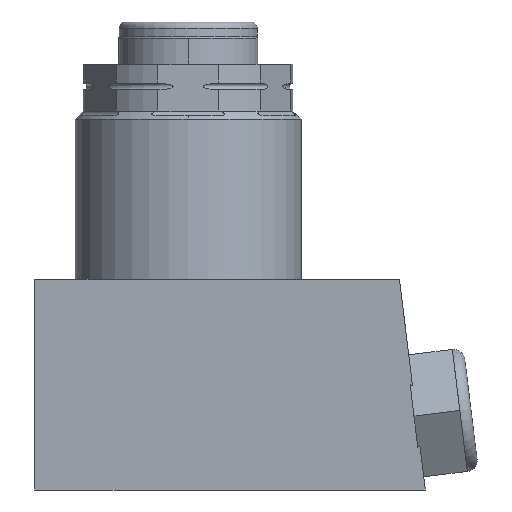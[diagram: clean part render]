
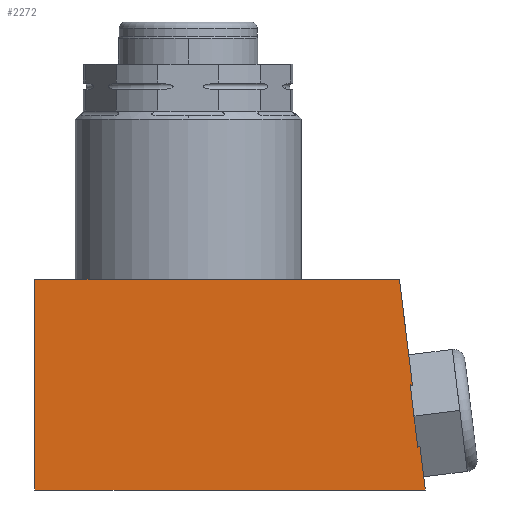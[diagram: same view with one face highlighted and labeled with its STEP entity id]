
A CAD part, front view. The second image highlights one B-rep face of the part: STEP entity #2272.
In plain terms, the highlighted planar face has unit normal (0, -1, 0).
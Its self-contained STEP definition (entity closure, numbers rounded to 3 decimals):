
#216=DIRECTION('',(-0.122,0.,0.993));
#217=VECTOR('',#216,2.043);
#218=CARTESIAN_POINT('',(25.835,-16.675,-1.084));
#219=LINE('',#218,#217);
#220=DIRECTION('',(-0.122,0.,0.993));
#221=VECTOR('',#220,2.442);
#222=CARTESIAN_POINT('',(26.133,-16.675,-3.508));
#223=LINE('',#222,#221);
#224=DIRECTION('',(0.993,0.,0.122));
#225=VECTOR('',#224,0.254);
#226=CARTESIAN_POINT('',(26.133,-16.675,-3.508));
#227=LINE('',#226,#225);
#228=DIRECTION('',(0.122,0.,-0.993));
#229=VECTOR('',#228,5.045);
#230=CARTESIAN_POINT('',(26.385,-16.675,-3.477));
#231=LINE('',#230,#229);
#232=DIRECTION('',(-1.,0.,0.));
#233=VECTOR('',#232,44.45);
#234=CARTESIAN_POINT('',(27.,-16.675,-8.484));
#235=LINE('',#234,#233);
#236=DIRECTION('',(0.,0.,1.));
#237=VECTOR('',#236,23.978);
#238=CARTESIAN_POINT('',(-17.45,-16.675,-8.484));
#239=LINE('',#238,#237);
#240=DIRECTION('',(1.,0.,0.));
#241=VECTOR('',#240,41.506);
#242=CARTESIAN_POINT('',(-17.45,-16.675,15.494));
#243=LINE('',#242,#241);
#244=DIRECTION('',(0.122,0.,-0.993));
#245=VECTOR('',#244,12.185);
#246=CARTESIAN_POINT('',(24.056,-16.675,15.494));
#247=LINE('',#246,#245);
#248=DIRECTION('',(0.993,0.,0.122));
#249=VECTOR('',#248,0.254);
#250=CARTESIAN_POINT('',(25.289,-16.675,3.369));
#251=LINE('',#250,#249);
#252=DIRECTION('',(-0.122,0.,0.993));
#253=VECTOR('',#252,2.442);
#254=CARTESIAN_POINT('',(25.586,-16.675,0.945));
#255=LINE('',#254,#253);
#1928=CARTESIAN_POINT('',(27.,-16.675,-8.484));
#1929=CARTESIAN_POINT('',(-17.45,-16.675,-8.484));
#1930=VERTEX_POINT('',#1928);
#1931=VERTEX_POINT('',#1929);
#1932=CARTESIAN_POINT('',(-17.45,-16.675,15.494));
#1933=VERTEX_POINT('',#1932);
#1934=CARTESIAN_POINT('',(24.056,-16.675,15.494));
#1935=VERTEX_POINT('',#1934);
#1972=CARTESIAN_POINT('',(25.289,-16.675,3.369));
#1973=CARTESIAN_POINT('',(25.541,-16.675,3.4));
#1974=VERTEX_POINT('',#1972);
#1975=VERTEX_POINT('',#1973);
#1976=CARTESIAN_POINT('',(26.133,-16.675,-3.508));
#1977=CARTESIAN_POINT('',(26.385,-16.675,-3.477));
#1978=VERTEX_POINT('',#1976);
#1979=VERTEX_POINT('',#1977);
#2001=CARTESIAN_POINT('',(25.586,-16.675,0.945));
#2003=VERTEX_POINT('',#2001);
#2004=CARTESIAN_POINT('',(25.835,-16.675,-1.084));
#2006=VERTEX_POINT('',#2004);
#2247=CARTESIAN_POINT('',(0.,-16.675,0.));
#2248=DIRECTION('',(0.,1.,0.));
#2249=DIRECTION('',(-1.,0.,0.));
#2250=AXIS2_PLACEMENT_3D('',#2247,#2248,#2249);
#2251=PLANE('',#2250);
#2253=ORIENTED_EDGE('',*,*,#2252,.F.);
#2254=ORIENTED_EDGE('',*,*,#2235,.F.);
#2256=ORIENTED_EDGE('',*,*,#2255,.T.);
#2258=ORIENTED_EDGE('',*,*,#2257,.T.);
#2260=ORIENTED_EDGE('',*,*,#2259,.T.);
#2262=ORIENTED_EDGE('',*,*,#2261,.T.);
#2264=ORIENTED_EDGE('',*,*,#2263,.T.);
#2266=ORIENTED_EDGE('',*,*,#2265,.T.);
#2268=ORIENTED_EDGE('',*,*,#2267,.F.);
#2269=ORIENTED_EDGE('',*,*,#2231,.F.);
#2270=EDGE_LOOP('',(#2253,#2254,#2256,#2258,#2260,#2262,#2264,#2266,#2268,
#2269));
#2271=FACE_OUTER_BOUND('',#2270,.F.);
#2231=EDGE_CURVE('',#2003,#1974,#255,.T.);
#2235=EDGE_CURVE('',#1978,#2006,#223,.T.);
#2252=EDGE_CURVE('',#2006,#2003,#219,.T.);
#2255=EDGE_CURVE('',#1978,#1979,#227,.T.);
#2257=EDGE_CURVE('',#1979,#1930,#231,.T.);
#2259=EDGE_CURVE('',#1930,#1931,#235,.T.);
#2261=EDGE_CURVE('',#1931,#1933,#239,.T.);
#2263=EDGE_CURVE('',#1933,#1935,#243,.T.);
#2265=EDGE_CURVE('',#1935,#1975,#247,.T.);
#2267=EDGE_CURVE('',#1974,#1975,#251,.T.);
#2272=ADVANCED_FACE('',(#2271),#2251,.F.);
